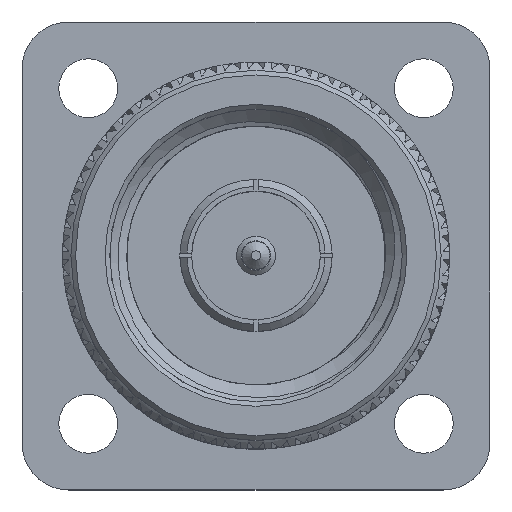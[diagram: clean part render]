
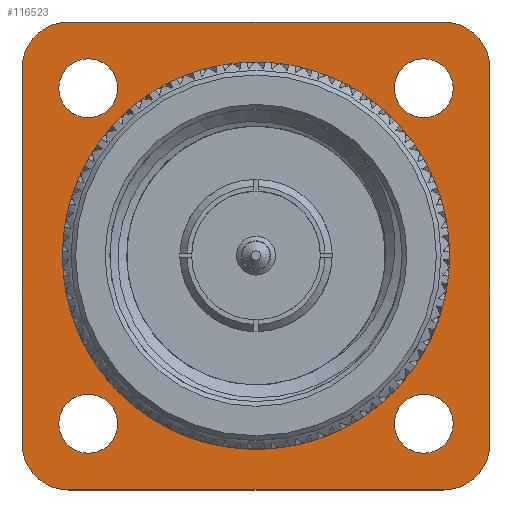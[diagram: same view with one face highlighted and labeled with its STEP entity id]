
A CAD part, top view. The second image highlights one B-rep face of the part: STEP entity #116523.
In plain terms, the highlighted planar face has unit normal (0, 0, 1).
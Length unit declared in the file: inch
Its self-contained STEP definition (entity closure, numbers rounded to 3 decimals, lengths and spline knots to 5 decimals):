
#855 = DIRECTION ( 'NONE',  ( 1., 0., 0. ) ) ;
#993 = CARTESIAN_POINT ( 'NONE',  ( -0.5, -0.4, 0.08 ) ) ;
#1130 = CARTESIAN_POINT ( 'NONE',  ( -0.4, -0.5, 0.08 ) ) ;
#1202 = FACE_BOUND ( 'NONE', #74935, .T. ) ;
#3656 = DIRECTION ( 'NONE',  ( 1., 0., 0. ) ) ;
#4564 = VERTEX_POINT ( 'NONE', #54237 ) ;
#5119 = VERTEX_POINT ( 'NONE', #101750 ) ;
#5387 = DIRECTION ( 'NONE',  ( 0., 0., 1. ) ) ;
#8923 = LINE ( 'NONE', #21801, #27684 ) ;
#9451 = AXIS2_PLACEMENT_3D ( 'NONE', #31016, #95086, #3656 ) ;
#9558 = CIRCLE ( 'NONE', #37802, 0.1 ) ;
#9709 = CARTESIAN_POINT ( 'NONE',  ( 0., 0., 0.08 ) ) ;
#9734 = CIRCLE ( 'NONE', #95248, 0.1 ) ;
#15713 = CARTESIAN_POINT ( 'NONE',  ( 0.4, 0.4, 0.08 ) ) ;
#15867 = CIRCLE ( 'NONE', #29484, 0.1 ) ;
#16488 = CARTESIAN_POINT ( 'NONE',  ( -0.2955, -0.3585, 0.08 ) ) ;
#18782 = CARTESIAN_POINT ( 'NONE',  ( 0.4, 0.5, 0.08 ) ) ;
#19215 = ORIENTED_EDGE ( 'NONE', *, *, #101298, .T. ) ;
#19841 = VECTOR ( 'NONE', #65350, 39.37008 ) ;
#20522 = CARTESIAN_POINT ( 'NONE',  ( -0.4, 0.4, 0.08 ) ) ;
#21801 = CARTESIAN_POINT ( 'NONE',  ( -0.4, 0.5, 0.08 ) ) ;
#22265 = CARTESIAN_POINT ( 'NONE',  ( -0.3585, -0.3585, 0.08 ) ) ;
#23052 = DIRECTION ( 'NONE',  ( 1., 0., 0. ) ) ;
#23994 = DIRECTION ( 'NONE',  ( 0., 0., 1. ) ) ;
#27684 = VECTOR ( 'NONE', #114499, 39.37008 ) ;
#27831 = AXIS2_PLACEMENT_3D ( 'NONE', #57832, #59024, #103922 ) ;
#28609 = FACE_BOUND ( 'NONE', #69869, .T. ) ;
#28833 = EDGE_CURVE ( 'NONE', #83026, #5119, #81492, .T. ) ;
#29484 = AXIS2_PLACEMENT_3D ( 'NONE', #15713, #98315, #107168 ) ;
#29576 = ORIENTED_EDGE ( 'NONE', *, *, #56870, .T. ) ;
#30301 = EDGE_CURVE ( 'NONE', #52342, #111527, #9558, .T. ) ;
#30419 = EDGE_CURVE ( 'NONE', #72081, #72081, #81375, .T. ) ;
#31016 = CARTESIAN_POINT ( 'NONE',  ( -0.4, -0.4, 0.08 ) ) ;
#31857 = ORIENTED_EDGE ( 'NONE', *, *, #30301, .T. ) ;
#33626 = VERTEX_POINT ( 'NONE', #47220 ) ;
#35796 = CARTESIAN_POINT ( 'NONE',  ( -0.2955, 0.3585, 0.08 ) ) ;
#37031 = DIRECTION ( 'NONE',  ( 0., 0., -1. ) ) ;
#37802 = AXIS2_PLACEMENT_3D ( 'NONE', #20522, #75789, #75400 ) ;
#43355 = AXIS2_PLACEMENT_3D ( 'NONE', #22265, #59579, #23052 ) ;
#44269 = CIRCLE ( 'NONE', #48223, 0.35405 ) ;
#47220 = CARTESIAN_POINT ( 'NONE',  ( 0.5, -0.4, 0.08 ) ) ;
#48223 = AXIS2_PLACEMENT_3D ( 'NONE', #9709, #37031, #855 ) ;
#51237 = ORIENTED_EDGE ( 'NONE', *, *, #88887, .F. ) ;
#52342 = VERTEX_POINT ( 'NONE', #72458 ) ;
#52423 = AXIS2_PLACEMENT_3D ( 'NONE', #84840, #5387, #88271 ) ;
#52916 = EDGE_LOOP ( 'NONE', ( #82145 ) ) ;
#53409 = VECTOR ( 'NONE', #97280, 39.37008 ) ;
#53591 = ORIENTED_EDGE ( 'NONE', *, *, #85333, .T. ) ;
#53905 = DIRECTION ( 'NONE',  ( 1., 0., 0. ) ) ;
#54237 = CARTESIAN_POINT ( 'NONE',  ( 0.4215, 0.3585, 0.08 ) ) ;
#54840 = LINE ( 'NONE', #78795, #53409 ) ;
#56870 = EDGE_CURVE ( 'NONE', #93874, #52342, #8923, .T. ) ;
#57587 = EDGE_CURVE ( 'NONE', #111527, #76269, #54840, .T. ) ;
#57832 = CARTESIAN_POINT ( 'NONE',  ( 0.3585, -0.3585, 0.08 ) ) ;
#59024 = DIRECTION ( 'NONE',  ( 0., 0., 1. ) ) ;
#59069 = PLANE ( 'NONE',  #9451 ) ;
#59579 = DIRECTION ( 'NONE',  ( 0., 0., 1. ) ) ;
#60998 = EDGE_CURVE ( 'NONE', #105190, #105190, #117658, .T. ) ;
#61402 = AXIS2_PLACEMENT_3D ( 'NONE', #80035, #23994, #78473 ) ;
#61453 = AXIS2_PLACEMENT_3D ( 'NONE', #108878, #117695, #53905 ) ;
#62163 = VERTEX_POINT ( 'NONE', #35796 ) ;
#62576 = EDGE_LOOP ( 'NONE', ( #104175 ) ) ;
#63018 = FACE_OUTER_BOUND ( 'NONE', #76466, .T. ) ;
#63626 = EDGE_CURVE ( 'NONE', #62163, #62163, #84382, .T. ) ;
#64915 = VERTEX_POINT ( 'NONE', #81849 ) ;
#65350 = DIRECTION ( 'NONE',  ( 1., 0., 0. ) ) ;
#65872 = FACE_BOUND ( 'NONE', #52916, .T. ) ;
#66493 = ORIENTED_EDGE ( 'NONE', *, *, #94905, .T. ) ;
#69422 = ORIENTED_EDGE ( 'NONE', *, *, #57587, .T. ) ;
#69869 = EDGE_LOOP ( 'NONE', ( #53591 ) ) ;
#72081 = VERTEX_POINT ( 'NONE', #117216 ) ;
#72206 = EDGE_CURVE ( 'NONE', #117160, #93874, #15867, .T. ) ;
#72458 = CARTESIAN_POINT ( 'NONE',  ( -0.4, 0.5, 0.08 ) ) ;
#73513 = CARTESIAN_POINT ( 'NONE',  ( -0.4, -0.5, 0.08 ) ) ;
#74932 = ORIENTED_EDGE ( 'NONE', *, *, #28833, .T. ) ;
#74935 = EDGE_LOOP ( 'NONE', ( #96654 ) ) ;
#75400 = DIRECTION ( 'NONE',  ( -1., 0., 0. ) ) ;
#75495 = CIRCLE ( 'NONE', #52423, 0.063 ) ;
#75789 = DIRECTION ( 'NONE',  ( 0., 0., 1. ) ) ;
#76269 = VERTEX_POINT ( 'NONE', #993 ) ;
#76422 = ORIENTED_EDGE ( 'NONE', *, *, #85703, .T. ) ;
#76466 = EDGE_LOOP ( 'NONE', ( #66493, #74932, #19215, #76422, #80434, #29576, #31857, #69422 ) ) ;
#77387 = DIRECTION ( 'NONE',  ( 0., 0., 1. ) ) ;
#78473 = DIRECTION ( 'NONE',  ( 1., 0., 0. ) ) ;
#78626 = CARTESIAN_POINT ( 'NONE',  ( 0.4, -0.4, 0.08 ) ) ;
#78795 = CARTESIAN_POINT ( 'NONE',  ( -0.5, -0.4, 0.08 ) ) ;
#79212 = CIRCLE ( 'NONE', #61402, 0.1 ) ;
#80035 = CARTESIAN_POINT ( 'NONE',  ( -0.4, -0.4, 0.08 ) ) ;
#80118 = LINE ( 'NONE', #80200, #93013 ) ;
#80200 = CARTESIAN_POINT ( 'NONE',  ( 0.5, -0.4, 0.08 ) ) ;
#80434 = ORIENTED_EDGE ( 'NONE', *, *, #72206, .T. ) ;
#81375 = CIRCLE ( 'NONE', #27831, 0.063 ) ;
#81492 = LINE ( 'NONE', #1130, #19841 ) ;
#81849 = CARTESIAN_POINT ( 'NONE',  ( 0.35405, 0., 0.08 ) ) ;
#82145 = ORIENTED_EDGE ( 'NONE', *, *, #63626, .F. ) ;
#83026 = VERTEX_POINT ( 'NONE', #73513 ) ;
#84382 = CIRCLE ( 'NONE', #61453, 0.063 ) ;
#84840 = CARTESIAN_POINT ( 'NONE',  ( 0.3585, 0.3585, 0.08 ) ) ;
#85333 = EDGE_CURVE ( 'NONE', #64915, #64915, #44269, .T. ) ;
#85703 = EDGE_CURVE ( 'NONE', #33626, #117160, #80118, .T. ) ;
#87836 = DIRECTION ( 'NONE',  ( 1., 0., 0. ) ) ;
#88141 = EDGE_LOOP ( 'NONE', ( #51237 ) ) ;
#88271 = DIRECTION ( 'NONE',  ( 1., 0., 0. ) ) ;
#88887 = EDGE_CURVE ( 'NONE', #4564, #4564, #75495, .T. ) ;
#90036 = CARTESIAN_POINT ( 'NONE',  ( 0.5, 0.4, 0.08 ) ) ;
#93013 = VECTOR ( 'NONE', #108729, 39.37008 ) ;
#93874 = VERTEX_POINT ( 'NONE', #18782 ) ;
#94905 = EDGE_CURVE ( 'NONE', #76269, #83026, #79212, .T. ) ;
#95086 = DIRECTION ( 'NONE',  ( 0., 0., 1. ) ) ;
#95248 = AXIS2_PLACEMENT_3D ( 'NONE', #78626, #77387, #87836 ) ;
#95944 = FACE_BOUND ( 'NONE', #88141, .T. ) ;
#96654 = ORIENTED_EDGE ( 'NONE', *, *, #60998, .F. ) ;
#97280 = DIRECTION ( 'NONE',  ( 0., -1., 0. ) ) ;
#98315 = DIRECTION ( 'NONE',  ( 0., 0., 1. ) ) ;
#101298 = EDGE_CURVE ( 'NONE', #5119, #33626, #9734, .T. ) ;
#101750 = CARTESIAN_POINT ( 'NONE',  ( 0.4, -0.5, 0.08 ) ) ;
#103124 = FACE_BOUND ( 'NONE', #62576, .T. ) ;
#103922 = DIRECTION ( 'NONE',  ( 1., 0., 0. ) ) ;
#104175 = ORIENTED_EDGE ( 'NONE', *, *, #30419, .F. ) ;
#105190 = VERTEX_POINT ( 'NONE', #16488 ) ;
#105297 = CARTESIAN_POINT ( 'NONE',  ( -0.5, 0.4, 0.08 ) ) ;
#107168 = DIRECTION ( 'NONE',  ( 1., 0., 0. ) ) ;
#108729 = DIRECTION ( 'NONE',  ( 0., 1., 0. ) ) ;
#108878 = CARTESIAN_POINT ( 'NONE',  ( -0.3585, 0.3585, 0.08 ) ) ;
#111527 = VERTEX_POINT ( 'NONE', #105297 ) ;
#114499 = DIRECTION ( 'NONE',  ( -1., 0., 0. ) ) ;
#116523 = ADVANCED_FACE ( 'NONE', ( #28609, #103124, #65872, #63018, #95944, #1202 ), #59069, .T. ) ;
#117160 = VERTEX_POINT ( 'NONE', #90036 ) ;
#117216 = CARTESIAN_POINT ( 'NONE',  ( 0.4215, -0.3585, 0.08 ) ) ;
#117658 = CIRCLE ( 'NONE', #43355, 0.063 ) ;
#117695 = DIRECTION ( 'NONE',  ( 0., 0., 1. ) ) ;
